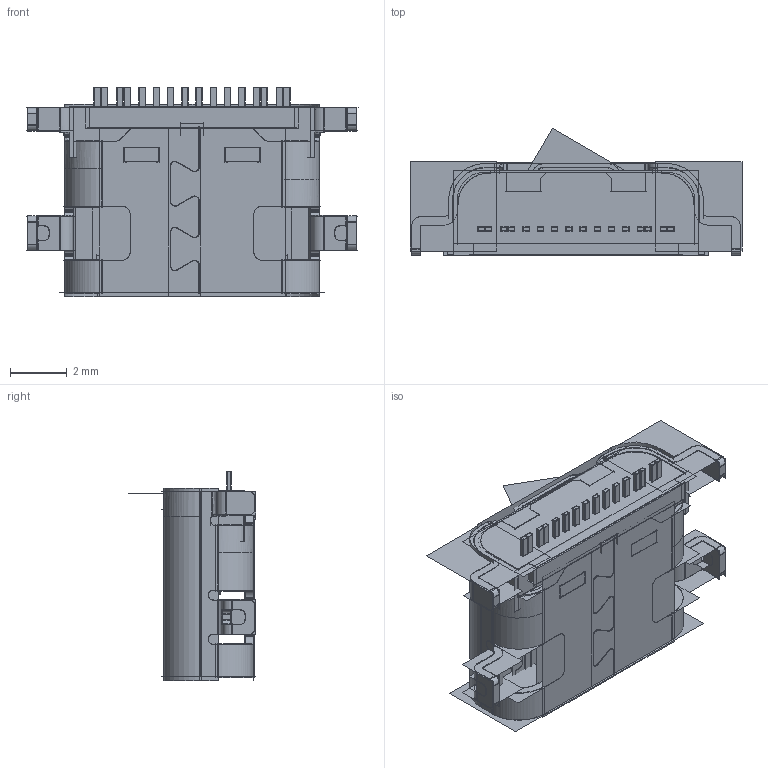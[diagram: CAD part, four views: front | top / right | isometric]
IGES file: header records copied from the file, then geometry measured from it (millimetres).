
Start section:  PTC IGES file: 1111.igs
Global section: file name: 1111.igs; native system: Creo Parametric by PTC Inc.; preprocessor: 2016510; author: Administrator; organization: Unknown; date: 20171225.103654; units: millimetre
Bounding box: 11.66 x 4.48 x 7.35 mm (x, y, z)
Surface area: 3710.7 mm2 (no closed solid volume)
Topology: 0 solids, 0 shells, 1554 faces, 28614 edges, 37003 vertices
Faces by surface type: bspline 1096, revolution 458
